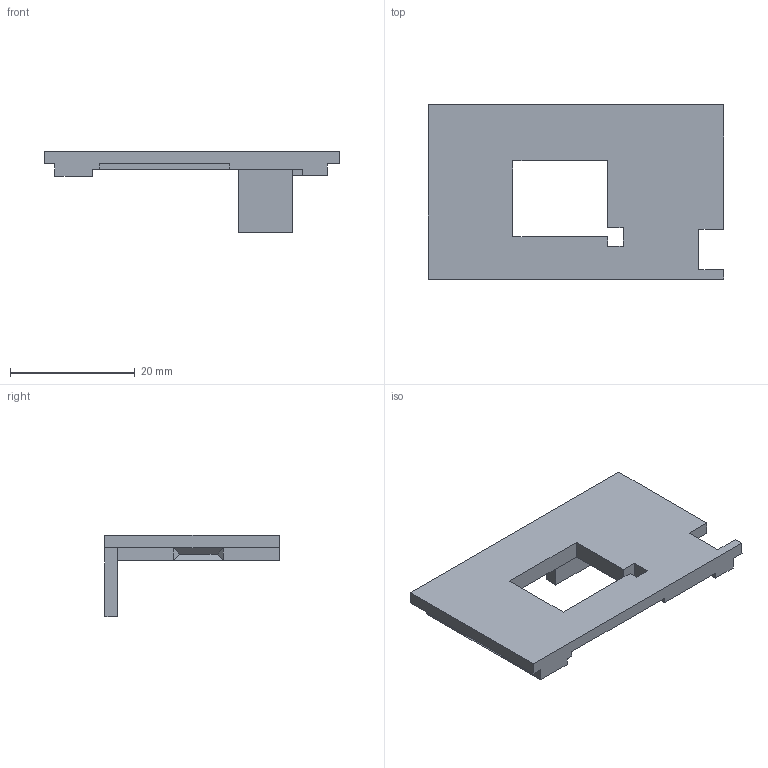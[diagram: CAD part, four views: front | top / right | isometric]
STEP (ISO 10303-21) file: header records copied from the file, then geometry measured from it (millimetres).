
FILE_DESCRIPTION(/* description */ (''),/* implementation_level */ '2;1');
FILE_NAME(/* name */ 'AceStacksLidAUX.step',/* time_stamp */ '2023-11-06T19:59:24-05:00',/* author */ (''),/* organization */ (''),/* preprocessor_version */ 'ST-DEVELOPER v20',/* originating_system */ 'Autodesk Translation Framework v12.14.0.127',/* authorisation */ '');
FILE_SCHEMA (('AUTOMOTIVE_DESIGN { 1 0 10303 214 3 1 1 }'));
Length unit declared in the file: millimetre
Products named in the file (1): AceStacksLid
Bounding box: 47.44 x 27.97 x 13.05 mm (x, y, z)
Volume: 3324.2 mm3; surface area: 3226 mm2
Topology: 1 solids, 1 shells, 52 faces, 144 edges, 94 vertices
Faces by surface type: plane 52
Entity records: 1657 total; most frequent: CARTESIAN_POINT 291, ORIENTED_EDGE 288, DIRECTION 250, LINE 144, VECTOR 144, EDGE_CURVE 144, VERTEX_POINT 94, EDGE_LOOP 54
